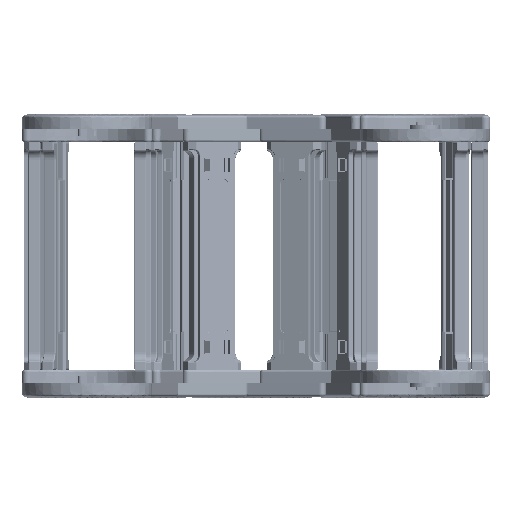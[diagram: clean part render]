
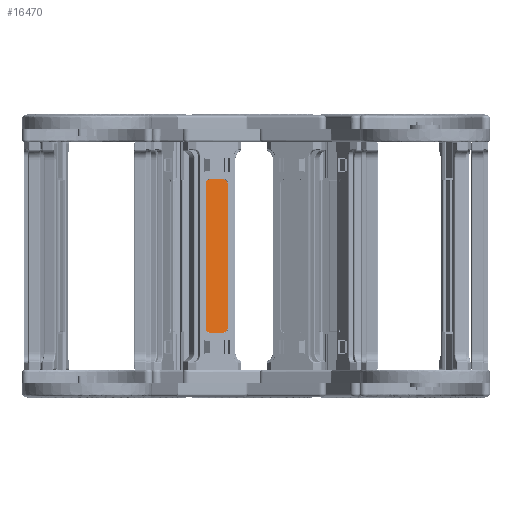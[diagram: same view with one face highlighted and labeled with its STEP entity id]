
A CAD part, left-side view. The second image highlights one B-rep face of the part: STEP entity #16470.
In plain terms, the highlighted face is planar.
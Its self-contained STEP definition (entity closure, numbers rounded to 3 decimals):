
#106 = VERTEX_POINT ( 'NONE', #24510 ) ;
#792 = CARTESIAN_POINT ( 'NONE',  ( -74.63, 199.948, 81.086 ) ) ;
#1510 = CARTESIAN_POINT ( 'NONE',  ( -72.692, 199.948, 81.086 ) ) ;
#1900 = DIRECTION ( 'NONE',  ( 0., 1., 0. ) ) ;
#2597 = AXIS2_PLACEMENT_3D ( 'NONE', #32091, #32462, #2832 ) ;
#2832 = DIRECTION ( 'NONE',  ( 0., 0., 1. ) ) ;
#2993 = VECTOR ( 'NONE', #23464, 1000. ) ;
#4069 = CARTESIAN_POINT ( 'NONE',  ( -65.756, 199.948, 83.024 ) ) ;
#6016 = EDGE_LOOP ( 'NONE', ( #9211, #34902, #22076, #11662, #12399, #34559, #9382, #8425 ) ) ;
#6145 = CARTESIAN_POINT ( 'NONE',  ( -74.63, 199.948, 76.286 ) ) ;
#6404 = CARTESIAN_POINT ( 'NONE',  ( -72.692, 199.948, 83.024 ) ) ;
#6739 = DIRECTION ( 'NONE',  ( 0., -1., 0. ) ) ;
#8173 = VERTEX_POINT ( 'NONE', #4069 ) ;
#8425 = ORIENTED_EDGE ( 'NONE', *, *, #16286, .T. ) ;
#8847 = CIRCLE ( 'NONE', #9061, 1.938 ) ;
#9061 = AXIS2_PLACEMENT_3D ( 'NONE', #34919, #14557, #20446 ) ;
#9211 = ORIENTED_EDGE ( 'NONE', *, *, #9971, .T. ) ;
#9297 = VERTEX_POINT ( 'NONE', #22994 ) ;
#9382 = ORIENTED_EDGE ( 'NONE', *, *, #33033, .T. ) ;
#9684 = CARTESIAN_POINT ( 'NONE',  ( -72.692, 199.948, 14.97 ) ) ;
#9971 = EDGE_CURVE ( 'NONE', #9297, #36729, #21345, .T. ) ;
#10333 = DIRECTION ( 'NONE',  ( 0., 0., 1. ) ) ;
#10910 = VECTOR ( 'NONE', #29953, 1000. ) ;
#11046 = LINE ( 'NONE', #9684, #25719 ) ;
#11662 = ORIENTED_EDGE ( 'NONE', *, *, #27470, .F. ) ;
#12399 = ORIENTED_EDGE ( 'NONE', *, *, #30246, .T. ) ;
#13567 = CARTESIAN_POINT ( 'NONE',  ( -65.756, 199.948, 14.97 ) ) ;
#14557 = DIRECTION ( 'NONE',  ( 0., -1., 0. ) ) ;
#14698 = CIRCLE ( 'NONE', #19873, 1.938 ) ;
#15221 = DIRECTION ( 'NONE',  ( 0., 0., -1. ) ) ;
#15924 = AXIS2_PLACEMENT_3D ( 'NONE', #35990, #6739, #15221 ) ;
#16286 = EDGE_CURVE ( 'NONE', #8173, #9297, #33785, .T. ) ;
#16470 = ADVANCED_FACE ( 'NONE', ( #37019 ), #17934, .T. ) ;
#17447 = VERTEX_POINT ( 'NONE', #23182 ) ;
#17470 = CIRCLE ( 'NONE', #15924, 1.938 ) ;
#17934 = PLANE ( 'NONE',  #2597 ) ;
#19873 = AXIS2_PLACEMENT_3D ( 'NONE', #1510, #1900, #10333 ) ;
#20073 = CARTESIAN_POINT ( 'NONE',  ( -63.818, 199.948, 16.908 ) ) ;
#20446 = DIRECTION ( 'NONE',  ( 0., 0., -1. ) ) ;
#21345 = LINE ( 'NONE', #26389, #2993 ) ;
#21823 = VECTOR ( 'NONE', #28234, 1000. ) ;
#22076 = ORIENTED_EDGE ( 'NONE', *, *, #26982, .F. ) ;
#22994 = CARTESIAN_POINT ( 'NONE',  ( -63.818, 199.948, 81.086 ) ) ;
#23155 = EDGE_CURVE ( 'NONE', #29542, #36729, #8847, .T. ) ;
#23182 = CARTESIAN_POINT ( 'NONE',  ( -72.692, 199.948, 14.97 ) ) ;
#23247 = VERTEX_POINT ( 'NONE', #6404 ) ;
#23464 = DIRECTION ( 'NONE',  ( 0., 0., -1. ) ) ;
#24510 = CARTESIAN_POINT ( 'NONE',  ( -74.63, 199.948, 16.908 ) ) ;
#24803 = DIRECTION ( 'NONE',  ( 1., 0., 0. ) ) ;
#25006 = LINE ( 'NONE', #31130, #21823 ) ;
#25719 = VECTOR ( 'NONE', #24803, 1000. ) ;
#25876 = CARTESIAN_POINT ( 'NONE',  ( -65.756, 199.948, 81.086 ) ) ;
#26389 = CARTESIAN_POINT ( 'NONE',  ( -63.818, 199.948, 76.286 ) ) ;
#26515 = LINE ( 'NONE', #6145, #10910 ) ;
#26769 = VERTEX_POINT ( 'NONE', #792 ) ;
#26982 = EDGE_CURVE ( 'NONE', #17447, #29542, #11046, .T. ) ;
#27470 = EDGE_CURVE ( 'NONE', #106, #17447, #17470, .T. ) ;
#28050 = EDGE_CURVE ( 'NONE', #26769, #23247, #14698, .T. ) ;
#28234 = DIRECTION ( 'NONE',  ( 1., 0., 0. ) ) ;
#29542 = VERTEX_POINT ( 'NONE', #13567 ) ;
#29953 = DIRECTION ( 'NONE',  ( 0., 0., 1. ) ) ;
#30246 = EDGE_CURVE ( 'NONE', #106, #26769, #26515, .T. ) ;
#31130 = CARTESIAN_POINT ( 'NONE',  ( -72.692, 199.948, 83.024 ) ) ;
#32091 = CARTESIAN_POINT ( 'NONE',  ( -72.692, 199.948, 76.286 ) ) ;
#32462 = DIRECTION ( 'NONE',  ( 0., 1., 0. ) ) ;
#33033 = EDGE_CURVE ( 'NONE', #23247, #8173, #25006, .T. ) ;
#33785 = CIRCLE ( 'NONE', #35854, 1.938 ) ;
#34498 = DIRECTION ( 'NONE',  ( 0., 0., 1. ) ) ;
#34559 = ORIENTED_EDGE ( 'NONE', *, *, #28050, .T. ) ;
#34902 = ORIENTED_EDGE ( 'NONE', *, *, #23155, .F. ) ;
#34919 = CARTESIAN_POINT ( 'NONE',  ( -65.756, 199.948, 16.908 ) ) ;
#35854 = AXIS2_PLACEMENT_3D ( 'NONE', #25876, #37308, #34498 ) ;
#35990 = CARTESIAN_POINT ( 'NONE',  ( -72.692, 199.948, 16.908 ) ) ;
#36729 = VERTEX_POINT ( 'NONE', #20073 ) ;
#37019 = FACE_OUTER_BOUND ( 'NONE', #6016, .T. ) ;
#37308 = DIRECTION ( 'NONE',  ( 0., 1., 0. ) ) ;
